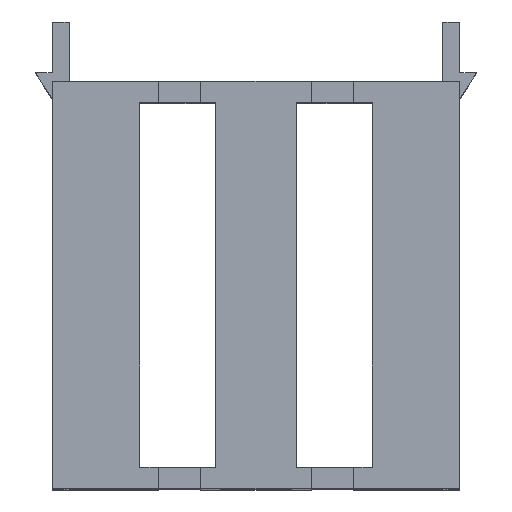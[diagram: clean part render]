
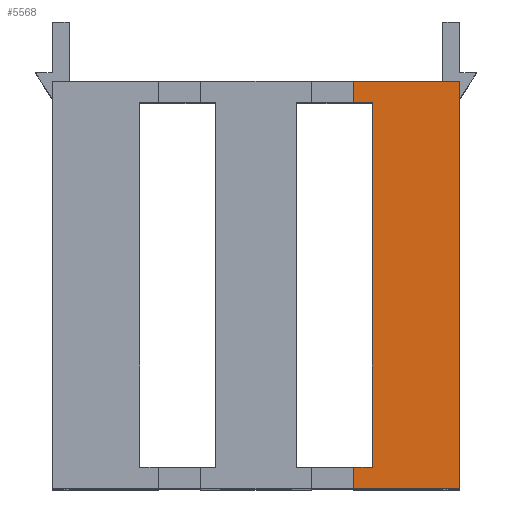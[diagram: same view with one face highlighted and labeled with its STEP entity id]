
A CAD part, top view. The second image highlights one B-rep face of the part: STEP entity #5568.
In plain terms, the highlighted planar face has unit normal (0, 0, 1).
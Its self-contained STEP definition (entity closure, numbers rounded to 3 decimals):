
#172=FACE_OUTER_BOUND('',#456,.T.);
#456=EDGE_LOOP('',(#4384,#4385,#4386,#4387,#4388,#4389,#4390,#4391));
#747=LINE('',#7651,#1549);
#818=LINE('',#7798,#1620);
#1025=LINE('',#8228,#1827);
#1162=LINE('',#8487,#1964);
#1163=LINE('',#8489,#1965);
#1164=LINE('',#8491,#1966);
#1165=LINE('',#8493,#1967);
#1166=LINE('',#8494,#1968);
#1549=VECTOR('',#6187,10.);
#1620=VECTOR('',#6292,10.);
#1827=VECTOR('',#6579,10.);
#1964=VECTOR('',#6810,10.);
#1965=VECTOR('',#6813,10.);
#1966=VECTOR('',#6814,10.);
#1967=VECTOR('',#6815,10.);
#1968=VECTOR('',#6816,10.);
#2341=VERTEX_POINT('',#7648);
#2342=VERTEX_POINT('',#7650);
#2400=VERTEX_POINT('',#7795);
#2401=VERTEX_POINT('',#7797);
#2583=VERTEX_POINT('',#8225);
#2584=VERTEX_POINT('',#8227);
#2660=VERTEX_POINT('',#8490);
#2661=VERTEX_POINT('',#8492);
#2883=EDGE_CURVE('',#2342,#2341,#747,.T.);
#2956=EDGE_CURVE('',#2401,#2400,#818,.T.);
#3173=EDGE_CURVE('',#2583,#2584,#1025,.T.);
#3310=EDGE_CURVE('',#2400,#2342,#1162,.T.);
#3311=EDGE_CURVE('',#2584,#2341,#1163,.T.);
#3312=EDGE_CURVE('',#2660,#2583,#1164,.T.);
#3313=EDGE_CURVE('',#2661,#2660,#1165,.T.);
#3314=EDGE_CURVE('',#2401,#2661,#1166,.T.);
#4384=ORIENTED_EDGE('',*,*,#2883,.T.);
#4385=ORIENTED_EDGE('',*,*,#3311,.F.);
#4386=ORIENTED_EDGE('',*,*,#3173,.F.);
#4387=ORIENTED_EDGE('',*,*,#3312,.F.);
#4388=ORIENTED_EDGE('',*,*,#3313,.F.);
#4389=ORIENTED_EDGE('',*,*,#3314,.F.);
#4390=ORIENTED_EDGE('',*,*,#2956,.T.);
#4391=ORIENTED_EDGE('',*,*,#3310,.T.);
#5304=PLANE('',#5862);
#5568=ADVANCED_FACE('',(#172),#5304,.T.);
#5862=AXIS2_PLACEMENT_3D('',#8488,#6811,#6812);
#6187=DIRECTION('',(-1.,0.,0.));
#6292=DIRECTION('',(1.,0.,0.));
#6579=DIRECTION('',(-1.,0.,0.));
#6810=DIRECTION('',(0.,1.,0.));
#6811=DIRECTION('center_axis',(0.,0.,1.));
#6812=DIRECTION('ref_axis',(1.,0.,0.));
#6813=DIRECTION('',(0.,1.,0.));
#6814=DIRECTION('',(0.,1.,0.));
#6815=DIRECTION('',(1.,0.,0.));
#6816=DIRECTION('',(0.,1.,0.));
#7648=CARTESIAN_POINT('',(11.5,48.,78.));
#7650=CARTESIAN_POINT('',(24.,48.,78.));
#7651=CARTESIAN_POINT('',(5.55,48.,78.));
#7795=CARTESIAN_POINT('',(24.,0.,78.));
#7797=CARTESIAN_POINT('',(11.5,0.,78.));
#7798=CARTESIAN_POINT('',(-24.,0.,78.));
#8225=CARTESIAN_POINT('',(13.722,45.5,78.));
#8227=CARTESIAN_POINT('',(11.5,45.5,78.));
#8228=CARTESIAN_POINT('',(5.75,45.5,78.));
#8487=CARTESIAN_POINT('',(24.,2.5,78.));
#8488=CARTESIAN_POINT('Origin',(11.1,25.5,78.));
#8489=CARTESIAN_POINT('',(11.5,0.,78.));
#8490=CARTESIAN_POINT('',(13.722,2.5,78.));
#8491=CARTESIAN_POINT('',(13.722,2.5,78.));
#8492=CARTESIAN_POINT('',(11.5,2.5,78.));
#8493=CARTESIAN_POINT('',(-24.,2.5,78.));
#8494=CARTESIAN_POINT('',(11.5,12.75,78.));
